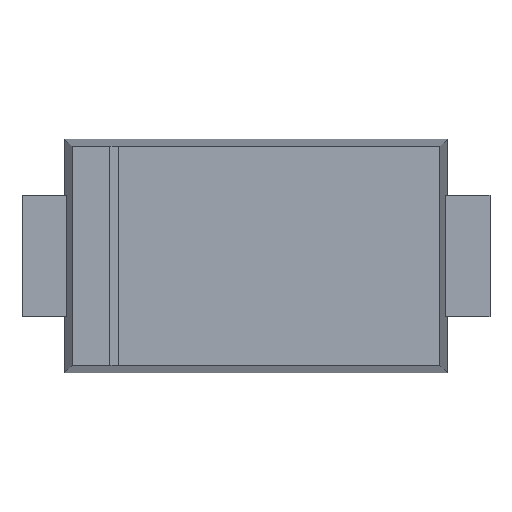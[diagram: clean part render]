
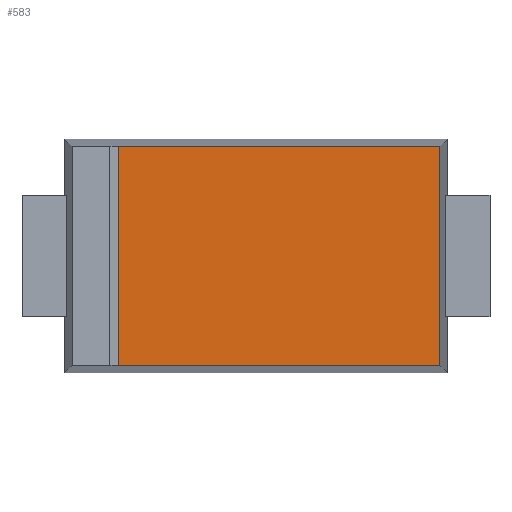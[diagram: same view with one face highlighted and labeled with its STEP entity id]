
A CAD part, top view. The second image highlights one B-rep face of the part: STEP entity #583.
In plain terms, the highlighted planar face has unit normal (0, 0, 1).
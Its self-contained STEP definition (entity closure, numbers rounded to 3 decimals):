
#20=ORIENTED_EDGE('',*,*,#140,.F.);
#21=ORIENTED_EDGE('',*,*,#141,.T.);
#22=ORIENTED_EDGE('',*,*,#142,.T.);
#23=ORIENTED_EDGE('',*,*,#143,.T.);
#140=EDGE_CURVE('',#200,#201,#240,.T.);
#141=EDGE_CURVE('',#200,#202,#241,.F.);
#142=EDGE_CURVE('',#202,#203,#242,.F.);
#143=EDGE_CURVE('',#203,#201,#243,.F.);
#200=VERTEX_POINT('',#741);
#201=VERTEX_POINT('',#742);
#202=VERTEX_POINT('',#744);
#203=VERTEX_POINT('',#746);
#240=LINE('',#740,#300);
#241=LINE('',#743,#301);
#242=LINE('',#745,#302);
#243=LINE('',#747,#303);
#300=VECTOR('',#636,1000.);
#301=VECTOR('',#637,1000.);
#302=VECTOR('',#638,1000.);
#303=VECTOR('',#639,1000.);
#360=EDGE_LOOP('',(#20,#21,#22,#23));
#382=FACE_BOUND('',#360,.T.);
#404=PLANE('',#610);
#583=ADVANCED_FACE('',(#382),#404,.T.);
#610=AXIS2_PLACEMENT_3D('',#739,#634,#635);
#634=DIRECTION('',(0.,0.,1.));
#635=DIRECTION('',(1.,0.,0.));
#636=DIRECTION('',(0.,1.,0.));
#637=DIRECTION('',(-1.,0.,0.));
#638=DIRECTION('',(0.,-1.,0.));
#639=DIRECTION('',(1.,0.,0.));
#739=CARTESIAN_POINT('',(0.,0.,0.95));
#740=CARTESIAN_POINT('',(-1.529,0.,0.95));
#741=CARTESIAN_POINT('',(-1.529,-1.217,0.95));
#742=CARTESIAN_POINT('',(-1.529,1.217,0.95));
#743=CARTESIAN_POINT('',(0.,-1.217,0.95));
#744=CARTESIAN_POINT('',(2.042,-1.217,0.95));
#745=CARTESIAN_POINT('',(2.042,0.,0.95));
#746=CARTESIAN_POINT('',(2.042,1.217,0.95));
#747=CARTESIAN_POINT('',(0.,1.217,0.95));
